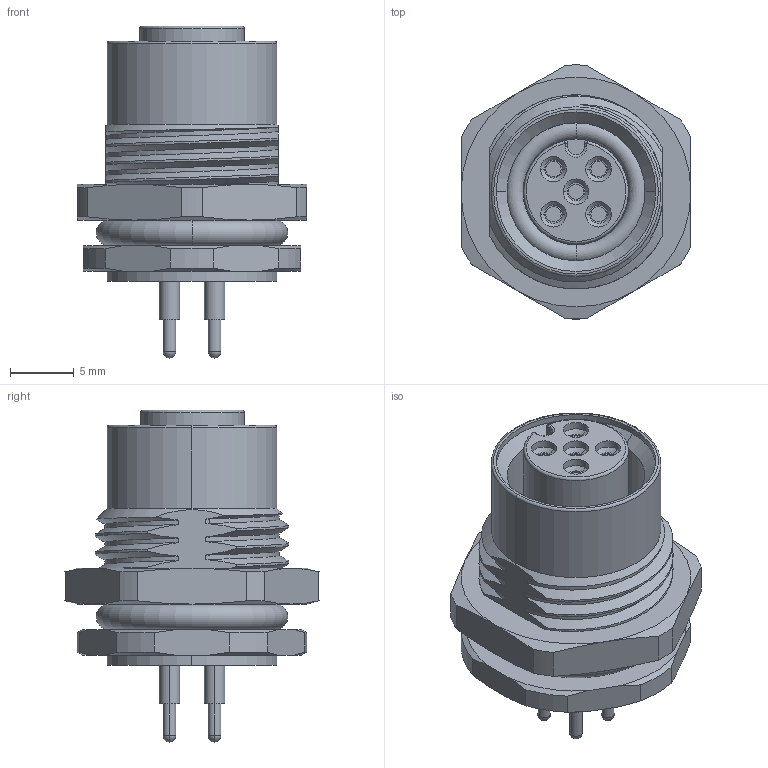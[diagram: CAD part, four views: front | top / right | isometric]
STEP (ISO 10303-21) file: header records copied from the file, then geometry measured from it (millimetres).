
FILE_DESCRIPTION((''),'2;1');
FILE_NAME('C-T4141012041-000','2021-01-12T09:24:10',('workeradm'),('TE Connectivity Ltd.'),'CREO PARAMETRIC BY PTC INC, 2019292','CREO PARAMETRIC BY PTC INC, 2019292','');
FILE_SCHEMA(('AUTOMOTIVE_DESIGN { 1 0 10303 214 1 1 1 1 }'));
Length unit declared in the file: millimetre
Products named in the file (1): C-T4141012041-000
Bounding box: 18 x 19.89 x 26 mm (x, y, z)
Volume: 3072.7 mm3; surface area: 2346.8 mm2
Topology: 1 solids, 1 shells, 197 faces, 493 edges, 335 vertices
Faces by surface type: cylinder 75, plane 39, cone 38, bspline 27, sphere 10, torus 8
Entity records: 12897 total; most frequent: CARTESIAN_POINT 8166, ORIENTED_EDGE 930, DIRECTION 909, EDGE_CURVE 465, AXIS2_PLACEMENT_3D 372, VERTEX_POINT 295, EDGE_LOOP 222, CIRCLE 201
